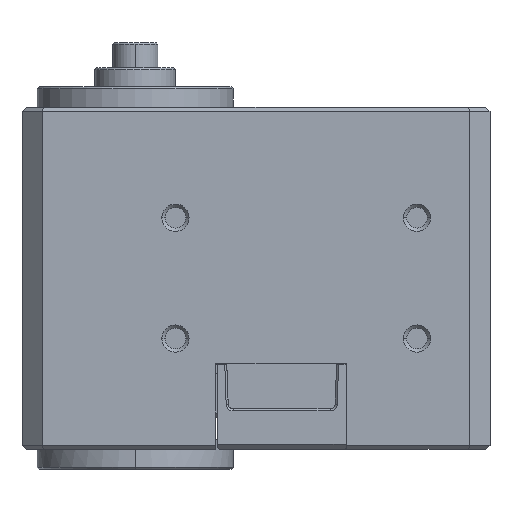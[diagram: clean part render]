
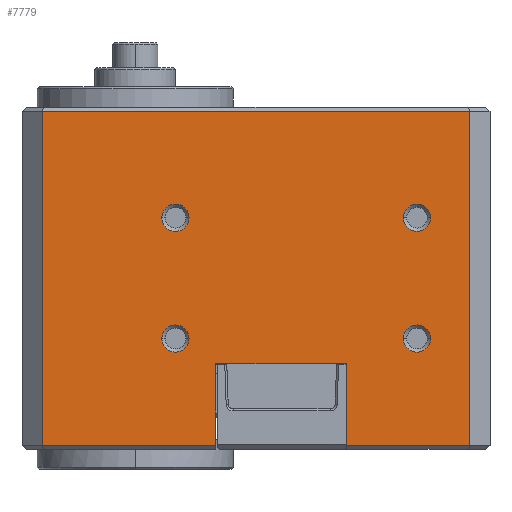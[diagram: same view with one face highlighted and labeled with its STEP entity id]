
A CAD part, left-side view. The second image highlights one B-rep face of the part: STEP entity #7779.
In plain terms, the highlighted planar face has unit normal (-1, 0, 0).
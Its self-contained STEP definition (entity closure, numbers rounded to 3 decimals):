
#41 = EDGE_CURVE ( 'NONE', #13781, #14140, #13235, .T. ) ;
#269 = LINE ( 'NONE', #13979, #6600 ) ;
#305 = CARTESIAN_POINT ( 'NONE',  ( -14.25, -33.25, -16.6 ) ) ;
#324 = DIRECTION ( 'NONE',  ( -1., 0., 0. ) ) ;
#352 = EDGE_CURVE ( 'NONE', #8222, #4420, #2099, .T. ) ;
#357 = LINE ( 'NONE', #5914, #10319 ) ;
#497 = VERTEX_POINT ( 'NONE', #11443 ) ;
#749 = ORIENTED_EDGE ( 'NONE', *, *, #41, .F. ) ;
#799 = DIRECTION ( 'NONE',  ( 0., -1., 0. ) ) ;
#823 = EDGE_LOOP ( 'NONE', ( #11401, #9613 ) ) ;
#924 = CARTESIAN_POINT ( 'NONE',  ( -14.25, -4., -6. ) ) ;
#1294 = AXIS2_PLACEMENT_3D ( 'NONE', #2858, #3150, #799 ) ;
#1321 = CARTESIAN_POINT ( 'NONE',  ( -14.25, -26.65, -6. ) ) ;
#1384 = CARTESIAN_POINT ( 'NONE',  ( -14.25, -29.35, 6. ) ) ;
#1481 = EDGE_CURVE ( 'NONE', #497, #6217, #9971, .T. ) ;
#1561 = VERTEX_POINT ( 'NONE', #4895 ) ;
#1569 = DIRECTION ( 'NONE',  ( -1., 0., 0. ) ) ;
#1617 = CARTESIAN_POINT ( 'NONE',  ( -14.25, -5.35, 6. ) ) ;
#1827 = LINE ( 'NONE', #10817, #8272 ) ;
#1863 = DIRECTION ( 'NONE',  ( 0., 0., 1. ) ) ;
#1867 = AXIS2_PLACEMENT_3D ( 'NONE', #924, #4334, #7755 ) ;
#1873 = VERTEX_POINT ( 'NONE', #14526 ) ;
#1893 = DIRECTION ( 'NONE',  ( -1., 0., 0. ) ) ;
#1894 = ORIENTED_EDGE ( 'NONE', *, *, #14492, .T. ) ;
#2099 = CIRCLE ( 'NONE', #10900, 1.35 ) ;
#2237 = CIRCLE ( 'NONE', #1294, 1.35 ) ;
#2295 = CARTESIAN_POINT ( 'NONE',  ( -14.25, -28., 6. ) ) ;
#2411 = CARTESIAN_POINT ( 'NONE',  ( -14.25, 9.25, -16.6 ) ) ;
#2436 = DIRECTION ( 'NONE',  ( 0., 1., 0. ) ) ;
#2589 = LINE ( 'NONE', #305, #4038 ) ;
#2592 = EDGE_LOOP ( 'NONE', ( #749, #7849 ) ) ;
#2716 = ORIENTED_EDGE ( 'NONE', *, *, #6544, .T. ) ;
#2816 = DIRECTION ( 'NONE',  ( 0., -1., 0. ) ) ;
#2821 = EDGE_CURVE ( 'NONE', #12995, #3511, #2589, .T. ) ;
#2825 = CIRCLE ( 'NONE', #10679, 1.35 ) ;
#2858 = CARTESIAN_POINT ( 'NONE',  ( -14.25, -28., -6. ) ) ;
#2906 = CARTESIAN_POINT ( 'NONE',  ( -14.25, -4., 6. ) ) ;
#2969 = PLANE ( 'NONE',  #9789 ) ;
#3054 = DIRECTION ( 'NONE',  ( 0., 1., 0. ) ) ;
#3150 = DIRECTION ( 'NONE',  ( -1., 0., 0. ) ) ;
#3511 = VERTEX_POINT ( 'NONE', #5538 ) ;
#4038 = VECTOR ( 'NONE', #7124, 1000. ) ;
#4080 = EDGE_LOOP ( 'NONE', ( #10820, #6435 ) ) ;
#4095 = CARTESIAN_POINT ( 'NONE',  ( -14.25, 9.25, -16.6 ) ) ;
#4211 = CARTESIAN_POINT ( 'NONE',  ( -14.25, -21., -16.6 ) ) ;
#4238 = CARTESIAN_POINT ( 'NONE',  ( -14.25, -5.35, -6. ) ) ;
#4323 = CIRCLE ( 'NONE', #12617, 1.35 ) ;
#4334 = DIRECTION ( 'NONE',  ( -1., 0., 0. ) ) ;
#4339 = VERTEX_POINT ( 'NONE', #9418 ) ;
#4420 = VERTEX_POINT ( 'NONE', #1617 ) ;
#4616 = EDGE_CURVE ( 'NONE', #10581, #4339, #12088, .T. ) ;
#4850 = EDGE_CURVE ( 'NONE', #8689, #1561, #269, .T. ) ;
#4895 = CARTESIAN_POINT ( 'NONE',  ( -14.25, -8., -16.6 ) ) ;
#4948 = DIRECTION ( 'NONE',  ( 0., 1., 0. ) ) ;
#4995 = EDGE_CURVE ( 'NONE', #8689, #4339, #1827, .T. ) ;
#5130 = FACE_BOUND ( 'NONE', #9421, .T. ) ;
#5180 = ORIENTED_EDGE ( 'NONE', *, *, #11231, .F. ) ;
#5538 = CARTESIAN_POINT ( 'NONE',  ( -14.25, -33.25, 16.6 ) ) ;
#5621 = AXIS2_PLACEMENT_3D ( 'NONE', #12991, #6020, #2816 ) ;
#5645 = EDGE_CURVE ( 'NONE', #6217, #497, #2825, .T. ) ;
#5687 = DIRECTION ( 'NONE',  ( 0., -1., 0. ) ) ;
#5758 = LINE ( 'NONE', #13608, #13294 ) ;
#5761 = DIRECTION ( 'NONE',  ( -1., 0., 0. ) ) ;
#5903 = DIRECTION ( 'NONE',  ( 0., 1., 0. ) ) ;
#5914 = CARTESIAN_POINT ( 'NONE',  ( -14.25, -33.25, 16.6 ) ) ;
#6020 = DIRECTION ( 'NONE',  ( -1., 0., 0. ) ) ;
#6217 = VERTEX_POINT ( 'NONE', #1384 ) ;
#6250 = FACE_BOUND ( 'NONE', #4080, .T. ) ;
#6326 = FACE_BOUND ( 'NONE', #823, .T. ) ;
#6359 = VERTEX_POINT ( 'NONE', #11717 ) ;
#6401 = DIRECTION ( 'NONE',  ( 0., 1., 0. ) ) ;
#6435 = ORIENTED_EDGE ( 'NONE', *, *, #1481, .F. ) ;
#6544 = EDGE_CURVE ( 'NONE', #10581, #12995, #5758, .T. ) ;
#6600 = VECTOR ( 'NONE', #8147, 1000. ) ;
#7114 = ORIENTED_EDGE ( 'NONE', *, *, #9848, .F. ) ;
#7124 = DIRECTION ( 'NONE',  ( 0., 0., 1. ) ) ;
#7266 = CARTESIAN_POINT ( 'NONE',  ( -14.25, -2.65, -6. ) ) ;
#7511 = CARTESIAN_POINT ( 'NONE',  ( -14.25, 11.25, -17. ) ) ;
#7662 = ORIENTED_EDGE ( 'NONE', *, *, #2821, .T. ) ;
#7755 = DIRECTION ( 'NONE',  ( 0., -1., 0. ) ) ;
#7769 = EDGE_LOOP ( 'NONE', ( #7114, #13982, #12634, #9561, #14409, #2716, #7662, #1894 ) ) ;
#7779 = ADVANCED_FACE ( 'NONE', ( #8627, #6250, #5130, #6326, #10864 ), #2969, .T. ) ;
#7845 = EDGE_CURVE ( 'NONE', #9370, #1873, #4323, .T. ) ;
#7849 = ORIENTED_EDGE ( 'NONE', *, *, #12025, .F. ) ;
#8035 = CARTESIAN_POINT ( 'NONE',  ( -14.25, -8., -8.5 ) ) ;
#8072 = DIRECTION ( 'NONE',  ( 0., 0., 1. ) ) ;
#8147 = DIRECTION ( 'NONE',  ( 0., 0., -1. ) ) ;
#8215 = DIRECTION ( 'NONE',  ( 0., -1., 0. ) ) ;
#8222 = VERTEX_POINT ( 'NONE', #9158 ) ;
#8253 = CARTESIAN_POINT ( 'NONE',  ( -14.25, -33.25, -16.6 ) ) ;
#8272 = VECTOR ( 'NONE', #8799, 1000. ) ;
#8451 = ORIENTED_EDGE ( 'NONE', *, *, #7845, .F. ) ;
#8453 = AXIS2_PLACEMENT_3D ( 'NONE', #9217, #1569, #6401 ) ;
#8627 = FACE_BOUND ( 'NONE', #2592, .T. ) ;
#8689 = VERTEX_POINT ( 'NONE', #8035 ) ;
#8799 = DIRECTION ( 'NONE',  ( 0., -1., 0. ) ) ;
#9158 = CARTESIAN_POINT ( 'NONE',  ( -14.25, -2.65, 6. ) ) ;
#9217 = CARTESIAN_POINT ( 'NONE',  ( -14.25, -4., -6. ) ) ;
#9370 = VERTEX_POINT ( 'NONE', #1321 ) ;
#9400 = CARTESIAN_POINT ( 'NONE',  ( -14.25, -28., -6. ) ) ;
#9418 = CARTESIAN_POINT ( 'NONE',  ( -14.25, -21., -8.5 ) ) ;
#9421 = EDGE_LOOP ( 'NONE', ( #5180, #8451 ) ) ;
#9561 = ORIENTED_EDGE ( 'NONE', *, *, #4995, .T. ) ;
#9613 = ORIENTED_EDGE ( 'NONE', *, *, #352, .F. ) ;
#9693 = EDGE_CURVE ( 'NONE', #13876, #1561, #11335, .T. ) ;
#9771 = DIRECTION ( 'NONE',  ( 0., -1., 0. ) ) ;
#9789 = AXIS2_PLACEMENT_3D ( 'NONE', #7511, #12041, #1863 ) ;
#9848 = EDGE_CURVE ( 'NONE', #13876, #6359, #10599, .T. ) ;
#9971 = CIRCLE ( 'NONE', #13962, 1.35 ) ;
#10319 = VECTOR ( 'NONE', #4948, 1000. ) ;
#10406 = CARTESIAN_POINT ( 'NONE',  ( -14.25, -21., -16.6 ) ) ;
#10522 = DIRECTION ( 'NONE',  ( 0., 0., 1. ) ) ;
#10581 = VERTEX_POINT ( 'NONE', #10406 ) ;
#10595 = CIRCLE ( 'NONE', #8453, 1.35 ) ;
#10599 = LINE ( 'NONE', #12885, #12882 ) ;
#10679 = AXIS2_PLACEMENT_3D ( 'NONE', #10889, #1893, #9771 ) ;
#10817 = CARTESIAN_POINT ( 'NONE',  ( -14.25, -8., -8.5 ) ) ;
#10820 = ORIENTED_EDGE ( 'NONE', *, *, #5645, .F. ) ;
#10864 = FACE_OUTER_BOUND ( 'NONE', #7769, .T. ) ;
#10889 = CARTESIAN_POINT ( 'NONE',  ( -14.25, -28., 6. ) ) ;
#10900 = AXIS2_PLACEMENT_3D ( 'NONE', #2906, #324, #3054 ) ;
#11231 = EDGE_CURVE ( 'NONE', #1873, #9370, #2237, .T. ) ;
#11335 = LINE ( 'NONE', #2411, #11691 ) ;
#11401 = ORIENTED_EDGE ( 'NONE', *, *, #13051, .F. ) ;
#11443 = CARTESIAN_POINT ( 'NONE',  ( -14.25, -26.65, 6. ) ) ;
#11691 = VECTOR ( 'NONE', #5687, 1000. ) ;
#11717 = CARTESIAN_POINT ( 'NONE',  ( -14.25, 9.25, 16.6 ) ) ;
#12025 = EDGE_CURVE ( 'NONE', #14140, #13781, #10595, .T. ) ;
#12041 = DIRECTION ( 'NONE',  ( -1., 0., 0. ) ) ;
#12058 = VECTOR ( 'NONE', #8072, 1000. ) ;
#12088 = LINE ( 'NONE', #4211, #12058 ) ;
#12258 = CIRCLE ( 'NONE', #5621, 1.35 ) ;
#12617 = AXIS2_PLACEMENT_3D ( 'NONE', #9400, #5761, #5903 ) ;
#12619 = DIRECTION ( 'NONE',  ( -1., 0., 0. ) ) ;
#12634 = ORIENTED_EDGE ( 'NONE', *, *, #4850, .F. ) ;
#12882 = VECTOR ( 'NONE', #10522, 1000. ) ;
#12885 = CARTESIAN_POINT ( 'NONE',  ( -14.25, 9.25, -16.6 ) ) ;
#12991 = CARTESIAN_POINT ( 'NONE',  ( -14.25, -4., 6. ) ) ;
#12995 = VERTEX_POINT ( 'NONE', #8253 ) ;
#13051 = EDGE_CURVE ( 'NONE', #4420, #8222, #12258, .T. ) ;
#13235 = CIRCLE ( 'NONE', #1867, 1.35 ) ;
#13294 = VECTOR ( 'NONE', #8215, 1000. ) ;
#13608 = CARTESIAN_POINT ( 'NONE',  ( -14.25, -21., -16.6 ) ) ;
#13781 = VERTEX_POINT ( 'NONE', #4238 ) ;
#13876 = VERTEX_POINT ( 'NONE', #4095 ) ;
#13962 = AXIS2_PLACEMENT_3D ( 'NONE', #2295, #12619, #2436 ) ;
#13979 = CARTESIAN_POINT ( 'NONE',  ( -14.25, -8., -8.5 ) ) ;
#13982 = ORIENTED_EDGE ( 'NONE', *, *, #9693, .T. ) ;
#14140 = VERTEX_POINT ( 'NONE', #7266 ) ;
#14409 = ORIENTED_EDGE ( 'NONE', *, *, #4616, .F. ) ;
#14492 = EDGE_CURVE ( 'NONE', #3511, #6359, #357, .T. ) ;
#14526 = CARTESIAN_POINT ( 'NONE',  ( -14.25, -29.35, -6. ) ) ;
